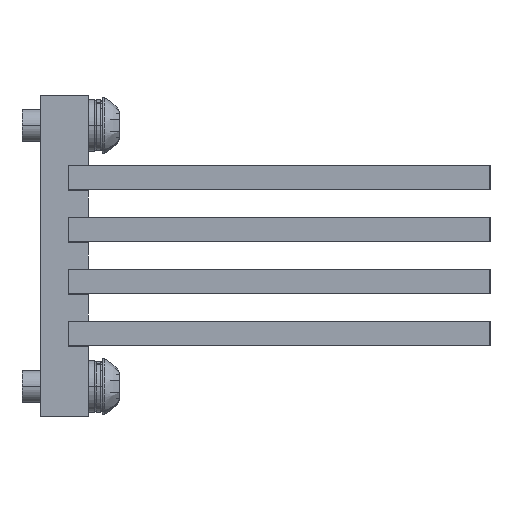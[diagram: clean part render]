
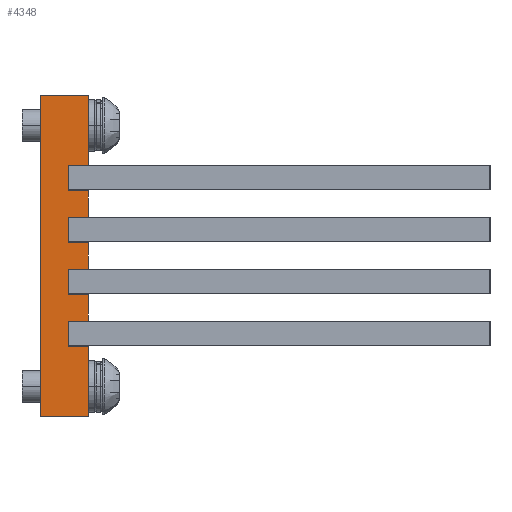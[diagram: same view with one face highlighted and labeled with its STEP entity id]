
A CAD part, left-side view. The second image highlights one B-rep face of the part: STEP entity #4348.
In plain terms, the highlighted planar face has unit normal (-1, 0, 0).
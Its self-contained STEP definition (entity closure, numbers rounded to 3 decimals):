
#4193=AXIS2_PLACEMENT_3D('Plane Axis2P3D',#4190,#4191,#4192) ;
#4159=CARTESIAN_POINT('Vertex',(-294.5,-372.,135.475)) ;
#4164=CARTESIAN_POINT('Line Origine',(-294.5,-369.5,135.475)) ;
#4168=CARTESIAN_POINT('Vertex',(-294.5,-367.,135.475)) ;
#4190=CARTESIAN_POINT('Axis2P3D Location',(-294.5,-360.,153.)) ;
#4195=CARTESIAN_POINT('Line Origine',(-294.5,-372.,100.1)) ;
#4199=CARTESIAN_POINT('Vertex',(-294.5,-372.,103.425)) ;
#4201=CARTESIAN_POINT('Vertex',(-294.5,-372.,96.775)) ;
#4204=CARTESIAN_POINT('Line Origine',(-294.5,-369.5,103.425)) ;
#4208=CARTESIAN_POINT('Vertex',(-294.5,-367.,103.425)) ;
#4211=CARTESIAN_POINT('Line Origine',(-294.5,-367.,106.55)) ;
#4215=CARTESIAN_POINT('Vertex',(-294.5,-367.,109.675)) ;
#4218=CARTESIAN_POINT('Line Origine',(-294.5,-369.5,109.675)) ;
#4222=CARTESIAN_POINT('Vertex',(-294.5,-372.,109.675)) ;
#4225=CARTESIAN_POINT('Line Origine',(-294.5,-372.,113.)) ;
#4229=CARTESIAN_POINT('Vertex',(-294.5,-372.,116.325)) ;
#4232=CARTESIAN_POINT('Line Origine',(-294.5,-369.5,116.325)) ;
#4236=CARTESIAN_POINT('Vertex',(-294.5,-367.,116.325)) ;
#4239=CARTESIAN_POINT('Line Origine',(-294.5,-367.,119.45)) ;
#4243=CARTESIAN_POINT('Vertex',(-294.5,-367.,122.575)) ;
#4246=CARTESIAN_POINT('Line Origine',(-294.5,-369.5,122.575)) ;
#4250=CARTESIAN_POINT('Vertex',(-294.5,-372.,122.575)) ;
#4253=CARTESIAN_POINT('Line Origine',(-294.5,-372.,125.9)) ;
#4257=CARTESIAN_POINT('Vertex',(-294.5,-372.,129.225)) ;
#4260=CARTESIAN_POINT('Line Origine',(-294.5,-369.5,129.225)) ;
#4264=CARTESIAN_POINT('Vertex',(-294.5,-367.,129.225)) ;
#4267=CARTESIAN_POINT('Line Origine',(-294.5,-367.,132.35)) ;
#4272=CARTESIAN_POINT('Line Origine',(-294.5,-372.,144.238)) ;
#4276=CARTESIAN_POINT('Vertex',(-294.5,-372.,153.)) ;
#4279=CARTESIAN_POINT('Line Origine',(-294.5,-366.,153.)) ;
#4283=CARTESIAN_POINT('Vertex',(-294.5,-360.,153.)) ;
#4286=CARTESIAN_POINT('Line Origine',(-294.5,-360.,113.)) ;
#4290=CARTESIAN_POINT('Vertex',(-294.5,-360.,73.)) ;
#4293=CARTESIAN_POINT('Line Origine',(-294.5,-366.,73.)) ;
#4297=CARTESIAN_POINT('Vertex',(-294.5,-372.,73.)) ;
#4300=CARTESIAN_POINT('Line Origine',(-294.5,-372.,81.763)) ;
#4304=CARTESIAN_POINT('Vertex',(-294.5,-372.,90.525)) ;
#4307=CARTESIAN_POINT('Line Origine',(-294.5,-369.5,90.525)) ;
#4311=CARTESIAN_POINT('Vertex',(-294.5,-367.,90.525)) ;
#4314=CARTESIAN_POINT('Line Origine',(-294.5,-367.,93.65)) ;
#4318=CARTESIAN_POINT('Vertex',(-294.5,-367.,96.775)) ;
#4321=CARTESIAN_POINT('Line Origine',(-294.5,-369.5,96.775)) ;
#4165=DIRECTION('Vector Direction',(0.,1.,0.)) ;
#4191=DIRECTION('Axis2P3D Direction',(-1.,0.,0.)) ;
#4192=DIRECTION('Axis2P3D XDirection',(0.,0.,-1.)) ;
#4196=DIRECTION('Vector Direction',(0.,0.,-1.)) ;
#4205=DIRECTION('Vector Direction',(0.,-1.,0.)) ;
#4212=DIRECTION('Vector Direction',(0.,0.,1.)) ;
#4219=DIRECTION('Vector Direction',(0.,1.,0.)) ;
#4226=DIRECTION('Vector Direction',(0.,0.,-1.)) ;
#4233=DIRECTION('Vector Direction',(0.,-1.,0.)) ;
#4240=DIRECTION('Vector Direction',(0.,0.,1.)) ;
#4247=DIRECTION('Vector Direction',(0.,1.,0.)) ;
#4254=DIRECTION('Vector Direction',(0.,0.,-1.)) ;
#4261=DIRECTION('Vector Direction',(0.,-1.,0.)) ;
#4268=DIRECTION('Vector Direction',(0.,0.,1.)) ;
#4273=DIRECTION('Vector Direction',(0.,0.,-1.)) ;
#4280=DIRECTION('Vector Direction',(0.,-1.,0.)) ;
#4287=DIRECTION('Vector Direction',(0.,0.,-1.)) ;
#4294=DIRECTION('Vector Direction',(0.,-1.,0.)) ;
#4301=DIRECTION('Vector Direction',(0.,0.,-1.)) ;
#4308=DIRECTION('Vector Direction',(0.,-1.,0.)) ;
#4315=DIRECTION('Vector Direction',(0.,0.,1.)) ;
#4322=DIRECTION('Vector Direction',(0.,1.,0.)) ;
#4166=VECTOR('Line Direction',#4165,1.) ;
#4197=VECTOR('Line Direction',#4196,1.) ;
#4206=VECTOR('Line Direction',#4205,1.) ;
#4213=VECTOR('Line Direction',#4212,1.) ;
#4220=VECTOR('Line Direction',#4219,1.) ;
#4227=VECTOR('Line Direction',#4226,1.) ;
#4234=VECTOR('Line Direction',#4233,1.) ;
#4241=VECTOR('Line Direction',#4240,1.) ;
#4248=VECTOR('Line Direction',#4247,1.) ;
#4255=VECTOR('Line Direction',#4254,1.) ;
#4262=VECTOR('Line Direction',#4261,1.) ;
#4269=VECTOR('Line Direction',#4268,1.) ;
#4274=VECTOR('Line Direction',#4273,1.) ;
#4281=VECTOR('Line Direction',#4280,1.) ;
#4288=VECTOR('Line Direction',#4287,1.) ;
#4295=VECTOR('Line Direction',#4294,1.) ;
#4302=VECTOR('Line Direction',#4301,1.) ;
#4309=VECTOR('Line Direction',#4308,1.) ;
#4316=VECTOR('Line Direction',#4315,1.) ;
#4323=VECTOR('Line Direction',#4322,1.) ;
#4327=ORIENTED_EDGE('',*,*,#4203,.F.) ;
#4328=ORIENTED_EDGE('',*,*,#4210,.F.) ;
#4329=ORIENTED_EDGE('',*,*,#4217,.F.) ;
#4330=ORIENTED_EDGE('',*,*,#4224,.F.) ;
#4331=ORIENTED_EDGE('',*,*,#4231,.F.) ;
#4332=ORIENTED_EDGE('',*,*,#4238,.F.) ;
#4333=ORIENTED_EDGE('',*,*,#4245,.F.) ;
#4334=ORIENTED_EDGE('',*,*,#4252,.F.) ;
#4335=ORIENTED_EDGE('',*,*,#4259,.F.) ;
#4336=ORIENTED_EDGE('',*,*,#4266,.F.) ;
#4337=ORIENTED_EDGE('',*,*,#4271,.F.) ;
#4338=ORIENTED_EDGE('',*,*,#4170,.F.) ;
#4339=ORIENTED_EDGE('',*,*,#4278,.F.) ;
#4340=ORIENTED_EDGE('',*,*,#4285,.F.) ;
#4341=ORIENTED_EDGE('',*,*,#4292,.T.) ;
#4342=ORIENTED_EDGE('',*,*,#4299,.T.) ;
#4343=ORIENTED_EDGE('',*,*,#4306,.F.) ;
#4344=ORIENTED_EDGE('',*,*,#4313,.F.) ;
#4345=ORIENTED_EDGE('',*,*,#4320,.F.) ;
#4346=ORIENTED_EDGE('',*,*,#4325,.F.) ;
#4348=ADVANCED_FACE('RA4624001_1PA_001_04_TERMINALE_POSTERIORE_A.7\\RB7382001_PLATE.1\\PartBody',(#4347),#4194,.T.) ;
#4170=EDGE_CURVE('',#4160,#4169,#4167,.T.) ;
#4203=EDGE_CURVE('',#4200,#4202,#4198,.T.) ;
#4210=EDGE_CURVE('',#4209,#4200,#4207,.T.) ;
#4217=EDGE_CURVE('',#4216,#4209,#4214,.F.) ;
#4224=EDGE_CURVE('',#4223,#4216,#4221,.T.) ;
#4231=EDGE_CURVE('',#4230,#4223,#4228,.T.) ;
#4238=EDGE_CURVE('',#4237,#4230,#4235,.T.) ;
#4245=EDGE_CURVE('',#4244,#4237,#4242,.F.) ;
#4252=EDGE_CURVE('',#4251,#4244,#4249,.T.) ;
#4259=EDGE_CURVE('',#4258,#4251,#4256,.T.) ;
#4266=EDGE_CURVE('',#4265,#4258,#4263,.T.) ;
#4271=EDGE_CURVE('',#4169,#4265,#4270,.F.) ;
#4278=EDGE_CURVE('',#4277,#4160,#4275,.T.) ;
#4285=EDGE_CURVE('',#4284,#4277,#4282,.T.) ;
#4292=EDGE_CURVE('',#4284,#4291,#4289,.T.) ;
#4299=EDGE_CURVE('',#4291,#4298,#4296,.T.) ;
#4306=EDGE_CURVE('',#4305,#4298,#4303,.T.) ;
#4313=EDGE_CURVE('',#4312,#4305,#4310,.T.) ;
#4320=EDGE_CURVE('',#4319,#4312,#4317,.F.) ;
#4325=EDGE_CURVE('',#4202,#4319,#4324,.T.) ;
#4326=EDGE_LOOP('',(#4327,#4328,#4329,#4330,#4331,#4332,#4333,#4334,#4335,#4336,#4337,#4338,#4339,#4340,#4341,#4342,#4343,#4344,#4345,#4346)) ;
#4347=FACE_OUTER_BOUND('',#4326,.T.) ;
#4167=LINE('Line',#4164,#4166) ;
#4198=LINE('Line',#4195,#4197) ;
#4207=LINE('Line',#4204,#4206) ;
#4214=LINE('Line',#4211,#4213) ;
#4221=LINE('Line',#4218,#4220) ;
#4228=LINE('Line',#4225,#4227) ;
#4235=LINE('Line',#4232,#4234) ;
#4242=LINE('Line',#4239,#4241) ;
#4249=LINE('Line',#4246,#4248) ;
#4256=LINE('Line',#4253,#4255) ;
#4263=LINE('Line',#4260,#4262) ;
#4270=LINE('Line',#4267,#4269) ;
#4275=LINE('Line',#4272,#4274) ;
#4282=LINE('Line',#4279,#4281) ;
#4289=LINE('Line',#4286,#4288) ;
#4296=LINE('Line',#4293,#4295) ;
#4303=LINE('Line',#4300,#4302) ;
#4310=LINE('Line',#4307,#4309) ;
#4317=LINE('Line',#4314,#4316) ;
#4324=LINE('Line',#4321,#4323) ;
#4194=PLANE('',#4193) ;
#4160=VERTEX_POINT('',#4159) ;
#4169=VERTEX_POINT('',#4168) ;
#4200=VERTEX_POINT('',#4199) ;
#4202=VERTEX_POINT('',#4201) ;
#4209=VERTEX_POINT('',#4208) ;
#4216=VERTEX_POINT('',#4215) ;
#4223=VERTEX_POINT('',#4222) ;
#4230=VERTEX_POINT('',#4229) ;
#4237=VERTEX_POINT('',#4236) ;
#4244=VERTEX_POINT('',#4243) ;
#4251=VERTEX_POINT('',#4250) ;
#4258=VERTEX_POINT('',#4257) ;
#4265=VERTEX_POINT('',#4264) ;
#4277=VERTEX_POINT('',#4276) ;
#4284=VERTEX_POINT('',#4283) ;
#4291=VERTEX_POINT('',#4290) ;
#4298=VERTEX_POINT('',#4297) ;
#4305=VERTEX_POINT('',#4304) ;
#4312=VERTEX_POINT('',#4311) ;
#4319=VERTEX_POINT('',#4318) ;
